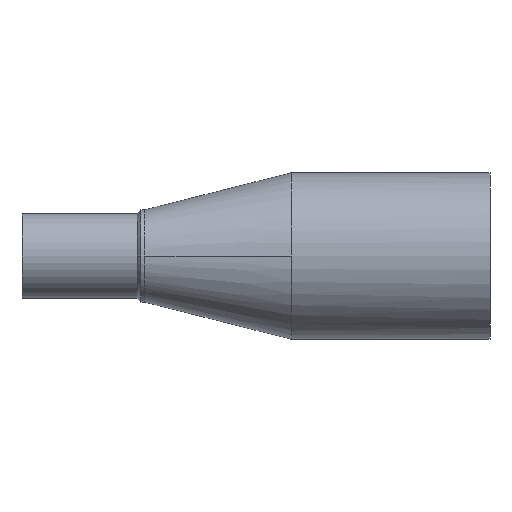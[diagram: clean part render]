
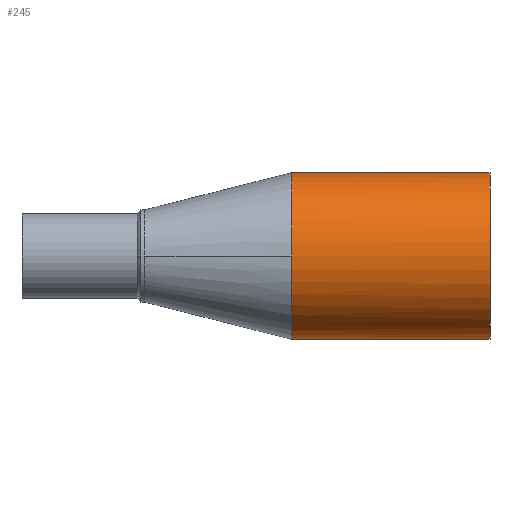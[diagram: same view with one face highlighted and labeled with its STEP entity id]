
A CAD part, front view. The second image highlights one B-rep face of the part: STEP entity #245.
In plain terms, the highlighted cylindrical face has radius 31.5 mm (diameter 63 mm), a partial arc.
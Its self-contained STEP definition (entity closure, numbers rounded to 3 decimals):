
#159 = EDGE_CURVE( '', #261, #285, #392, .T. );
#161 = EDGE_CURVE( '', #313, #261, #394, .T. );
#193 = EDGE_CURVE( '', #299, #313, #430, .T. );
#229 = EDGE_CURVE( '', #247, #299, #468, .T. );
#245 = ADVANCED_FACE( '', ( #485 ), #486, .T. );
#247 = VERTEX_POINT( '', #488 );
#261 = VERTEX_POINT( '', #503 );
#285 = VERTEX_POINT( '', #529 );
#299 = VERTEX_POINT( '', #545 );
#313 = VERTEX_POINT( '', #559 );
#335 = EDGE_CURVE( '', #285, #247, #582, .T. );
#392 = LINE( '', #686, #687 );
#394 = B_SPLINE_CURVE_WITH_KNOTS( '', 3, ( #690, #691, #692, #693, #694, #695, #696, #697, #698, #699, #700 ), .UNSPECIFIED., .F., .F., ( 4, 1, 1, 1, 1, 1, 1, 1, 4 ), ( 3.142, 3.338, 3.534, 3.731, 3.927, 4.123, 4.32, 4.516, 4.712 ), .UNSPECIFIED. );
#430 = B_SPLINE_CURVE_WITH_KNOTS( '', 3, ( #1098, #1099, #1100, #1101, #1102, #1103, #1104, #1105, #1106, #1107, #1108 ), .UNSPECIFIED., .F., .F., ( 4, 1, 1, 1, 1, 1, 1, 1, 4 ), ( 1.571, 1.767, 1.963, 2.16, 2.356, 2.553, 2.749, 2.945, 3.142 ), .UNSPECIFIED. );
#468 = LINE( '', #1579, #1580 );
#485 = FACE_OUTER_BOUND( '', #1610, .T. );
#486 = CYLINDRICAL_SURFACE( '', #1611, 31.5 );
#488 = CARTESIAN_POINT( '', ( 177., 0., 31.5 ) );
#503 = CARTESIAN_POINT( '', ( 102., 0., -31.5 ) );
#529 = CARTESIAN_POINT( '', ( 177., 0., -31.5 ) );
#545 = CARTESIAN_POINT( '', ( 102., 0., 31.5 ) );
#559 = CARTESIAN_POINT( '', ( 102., -31.5, 0. ) );
#582 = CIRCLE( '', #2529, 31.5 );
#686 = CARTESIAN_POINT( '', ( 102., 0., -31.5 ) );
#687 = VECTOR( '', #2568, 1. );
#690 = CARTESIAN_POINT( '', ( 102., -31.5, 0. ) );
#691 = CARTESIAN_POINT( '', ( 102., -31.5, -2.062 ) );
#692 = CARTESIAN_POINT( '', ( 102., -31.094, -6.185 ) );
#693 = CARTESIAN_POINT( '', ( 102., -29.29, -12.132 ) );
#694 = CARTESIAN_POINT( '', ( 102., -26.36, -17.613 ) );
#695 = CARTESIAN_POINT( '', ( 102., -22.417, -22.417 ) );
#696 = CARTESIAN_POINT( '', ( 102., -17.613, -26.36 ) );
#697 = CARTESIAN_POINT( '', ( 102., -12.132, -29.29 ) );
#698 = CARTESIAN_POINT( '', ( 102., -6.185, -31.094 ) );
#699 = CARTESIAN_POINT( '', ( 102., -2.062, -31.5 ) );
#700 = CARTESIAN_POINT( '', ( 102., 0., -31.5 ) );
#1098 = CARTESIAN_POINT( '', ( 102., 0., 31.5 ) );
#1099 = CARTESIAN_POINT( '', ( 102., -2.062, 31.5 ) );
#1100 = CARTESIAN_POINT( '', ( 102., -6.185, 31.094 ) );
#1101 = CARTESIAN_POINT( '', ( 102., -12.132, 29.29 ) );
#1102 = CARTESIAN_POINT( '', ( 102., -17.613, 26.36 ) );
#1103 = CARTESIAN_POINT( '', ( 102., -22.417, 22.417 ) );
#1104 = CARTESIAN_POINT( '', ( 102., -26.36, 17.613 ) );
#1105 = CARTESIAN_POINT( '', ( 102., -29.29, 12.132 ) );
#1106 = CARTESIAN_POINT( '', ( 102., -31.094, 6.185 ) );
#1107 = CARTESIAN_POINT( '', ( 102., -31.5, 2.062 ) );
#1108 = CARTESIAN_POINT( '', ( 102., -31.5, 0. ) );
#1579 = CARTESIAN_POINT( '', ( 102., 0., 31.5 ) );
#1580 = VECTOR( '', #2642, 1. );
#1610 = EDGE_LOOP( '', ( #2660, #2661, #2662, #2663, #2664 ) );
#1611 = AXIS2_PLACEMENT_3D( '', #2665, #2666, #2667 );
#2529 = AXIS2_PLACEMENT_3D( '', #2746, #2747, #2748 );
#2568 = DIRECTION( '', ( 1., 0., 0. ) );
#2642 = DIRECTION( '', ( -1., 0., 0. ) );
#2660 = ORIENTED_EDGE( '', *, *, #159, .T. );
#2661 = ORIENTED_EDGE( '', *, *, #335, .T. );
#2662 = ORIENTED_EDGE( '', *, *, #229, .T. );
#2663 = ORIENTED_EDGE( '', *, *, #193, .T. );
#2664 = ORIENTED_EDGE( '', *, *, #161, .T. );
#2665 = CARTESIAN_POINT( '', ( 102., 0., 0. ) );
#2666 = DIRECTION( '', ( -1., 0., 0. ) );
#2667 = DIRECTION( '', ( 0., 0., -1. ) );
#2746 = CARTESIAN_POINT( '', ( 177., 0., 0. ) );
#2747 = DIRECTION( '', ( -1., 0., 0. ) );
#2748 = DIRECTION( '', ( 0., 0., -1. ) );
